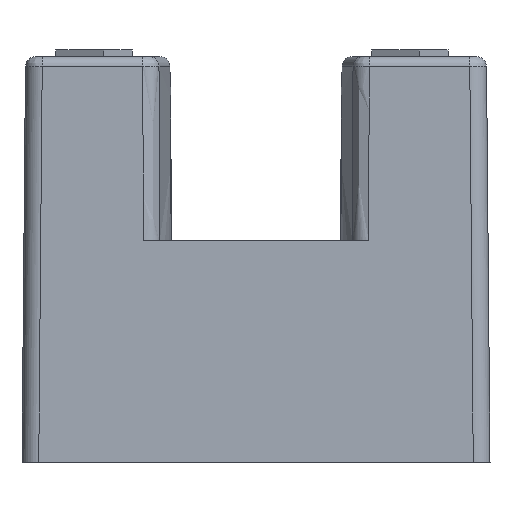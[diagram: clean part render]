
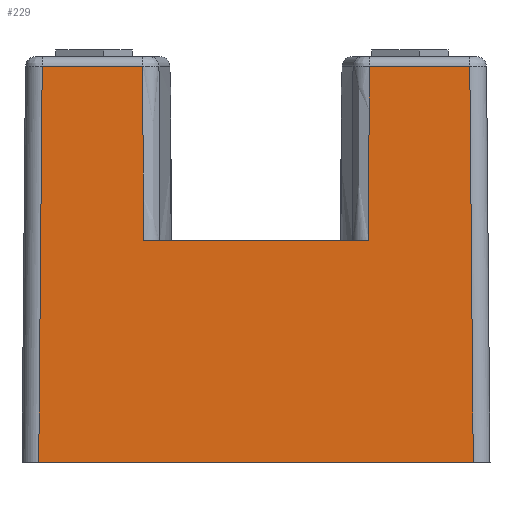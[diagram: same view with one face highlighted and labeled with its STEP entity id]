
A CAD part, left-side view. The second image highlights one B-rep face of the part: STEP entity #229.
In plain terms, the highlighted planar face has unit normal (-1, 0, 0.009).
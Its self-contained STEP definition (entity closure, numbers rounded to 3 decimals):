
#192=ELLIPSE('',#1478,1532.255,10.697);
#193=ELLIPSE('',#1479,1532.255,10.697);
#229=ADVANCED_FACE('',(#347),#299,.T.);
#299=PLANE('',#1480);
#347=FACE_OUTER_BOUND('',#430,.T.);
#430=EDGE_LOOP('',(#616,#617,#618,#619,#620,#621,#622,#623));
#616=ORIENTED_EDGE('',*,*,#1097,.T.);
#617=ORIENTED_EDGE('',*,*,#1098,.T.);
#618=ORIENTED_EDGE('',*,*,#1099,.T.);
#619=ORIENTED_EDGE('',*,*,#1100,.F.);
#620=ORIENTED_EDGE('',*,*,#1101,.T.);
#621=ORIENTED_EDGE('',*,*,#1102,.T.);
#622=ORIENTED_EDGE('',*,*,#1103,.T.);
#623=ORIENTED_EDGE('',*,*,#1026,.F.);
#897=VERTEX_POINT('',#1975);
#898=VERTEX_POINT('',#1977);
#949=VERTEX_POINT('',#2162);
#950=VERTEX_POINT('',#2164);
#951=VERTEX_POINT('',#2166);
#952=VERTEX_POINT('',#2168);
#953=VERTEX_POINT('',#2170);
#954=VERTEX_POINT('',#2172);
#1026=EDGE_CURVE('',#897,#898,#1221,.T.);
#1097=EDGE_CURVE('',#897,#949,#1246,.T.);
#1098=EDGE_CURVE('',#949,#950,#1247,.T.);
#1099=EDGE_CURVE('',#950,#951,#192,.T.);
#1100=EDGE_CURVE('',#952,#951,#1248,.T.);
#1101=EDGE_CURVE('',#952,#953,#193,.T.);
#1102=EDGE_CURVE('',#953,#954,#1249,.T.);
#1103=EDGE_CURVE('',#954,#898,#1250,.T.);
#1221=LINE('',#1976,#1321);
#1246=LINE('',#2161,#1346);
#1247=LINE('',#2163,#1347);
#1248=LINE('',#2167,#1348);
#1249=LINE('',#2171,#1349);
#1250=LINE('',#2173,#1350);
#1321=VECTOR('',#1580,1.);
#1346=VECTOR('',#1733,1.);
#1347=VECTOR('',#1734,1.);
#1348=VECTOR('',#1737,1.);
#1349=VECTOR('',#1740,1.);
#1350=VECTOR('',#1741,1.);
#1478=AXIS2_PLACEMENT_3D('',#2165,#1735,#1736);
#1479=AXIS2_PLACEMENT_3D('',#2169,#1738,#1739);
#1480=AXIS2_PLACEMENT_3D('',#2174,#1742,#1743);
#1580=DIRECTION('',(0.,1.,0.));
#1733=DIRECTION('',(0.009,0.009,1.));
#1734=DIRECTION('',(0.,1.,0.));
#1735=DIRECTION('',(-1.,0.,0.009));
#1736=DIRECTION('',(-0.009,0.,-1.));
#1737=DIRECTION('',(0.,-1.,0.));
#1738=DIRECTION('',(-1.,0.,0.009));
#1739=DIRECTION('',(-0.009,0.,-1.));
#1740=DIRECTION('',(0.,1.,0.));
#1741=DIRECTION('',(-0.009,0.009,-1.));
#1742=DIRECTION('',(-1.,0.,0.009));
#1743=DIRECTION('',(-0.009,0.,-1.));
#1975=CARTESIAN_POINT('',(143.138,-5.654,0.));
#1976=CARTESIAN_POINT('',(143.138,-12.318,0.));
#1977=CARTESIAN_POINT('',(143.138,7.314,0.));
#2161=CARTESIAN_POINT('',(143.181,-5.61,4.998));
#2162=CARTESIAN_POINT('',(143.241,-5.551,11.803));
#2163=CARTESIAN_POINT('',(143.241,0.83,11.803));
#2164=CARTESIAN_POINT('',(143.241,-2.549,11.803));
#2165=CARTESIAN_POINT('',(137.794,-12.318,-612.328));
#2166=CARTESIAN_POINT('',(143.195,-2.533,6.6));
#2167=CARTESIAN_POINT('',(143.195,-92.782,6.6));
#2168=CARTESIAN_POINT('',(143.195,4.193,6.6));
#2169=CARTESIAN_POINT('',(137.794,13.978,-612.328));
#2170=CARTESIAN_POINT('',(143.241,4.209,11.803));
#2171=CARTESIAN_POINT('',(143.241,0.83,11.803));
#2172=CARTESIAN_POINT('',(143.241,7.211,11.803));
#2173=CARTESIAN_POINT('',(143.181,7.271,4.998));
#2174=CARTESIAN_POINT('',(143.165,0.83,3.1));
